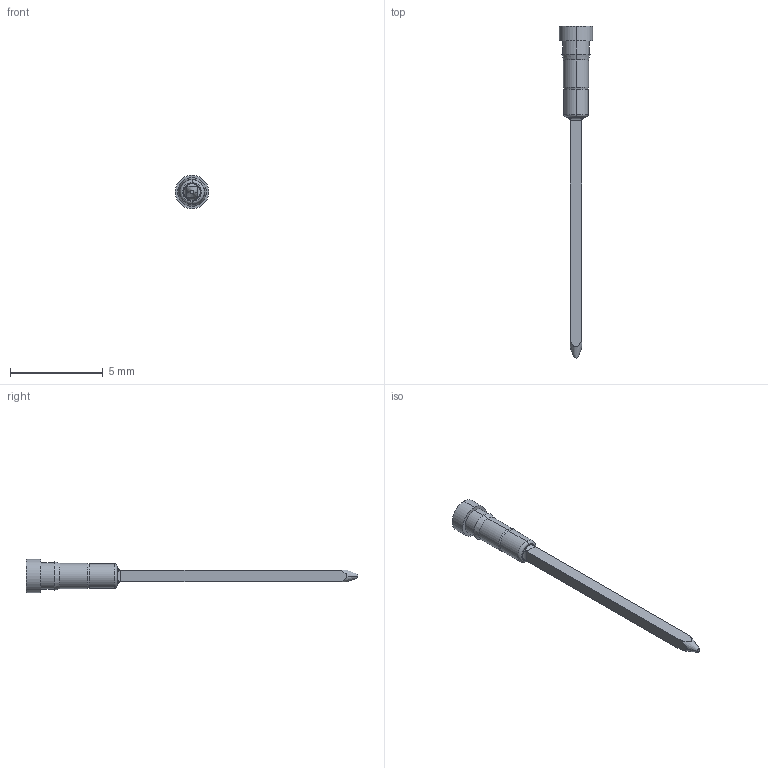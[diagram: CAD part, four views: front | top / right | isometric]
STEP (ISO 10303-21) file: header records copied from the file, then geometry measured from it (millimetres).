
FILE_DESCRIPTION (( 'STEP AP214' ), '1' );
FILE_NAME ('INGUN_9408.STEP', '2021-01-20T07:55:15', ( '' ), ( '' ), 'SwSTEP 2.0', 'SolidWorks 2018', '' );
FILE_SCHEMA (( 'AUTOMOTIVE_DESIGN' ));
Length unit declared in the file: millimetre
Products named in the file (1): INGUN_9408
Bounding box: 1.8 x 17.85 x 1.8 mm (x, y, z)
Volume: 13.1 mm3; surface area: 59.5 mm2
Topology: 2 solids, 2 shells, 35 faces, 72 edges, 44 vertices
Faces by surface type: cylinder 16, plane 11, cone 6, torus 2
Entity records: 1047 total; most frequent: CARTESIAN_POINT 272, DIRECTION 158, ORIENTED_EDGE 144, EDGE_CURVE 72, AXIS2_PLACEMENT_3D 66, VERTEX_POINT 44, EDGE_LOOP 38, FACE_OUTER_BOUND 35
